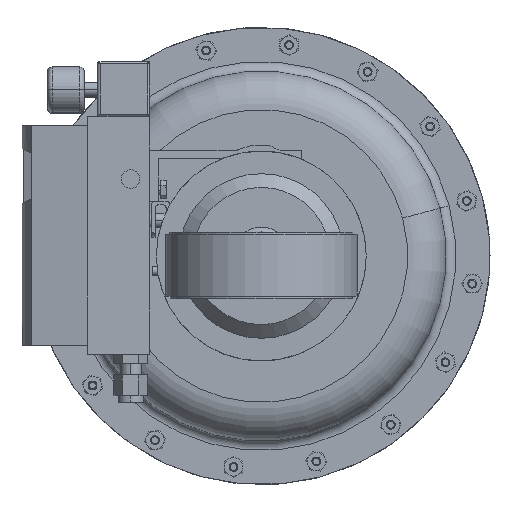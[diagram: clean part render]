
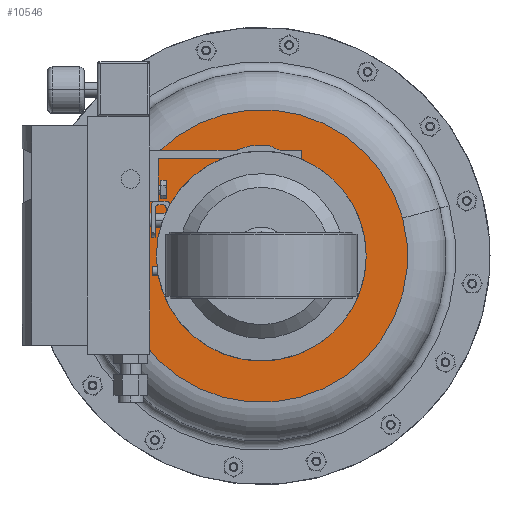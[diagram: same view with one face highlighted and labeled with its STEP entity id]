
A CAD part, front view. The second image highlights one B-rep face of the part: STEP entity #10546.
In plain terms, the highlighted planar face has unit normal (0, -1, 0).
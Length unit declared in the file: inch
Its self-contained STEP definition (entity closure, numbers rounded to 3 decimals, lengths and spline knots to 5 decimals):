
#8 = EDGE_CURVE ( 'NONE', #21779, #2145, #31441, .T. ) ;
#761 = DIRECTION ( 'NONE',  ( 0., 1., 0. ) ) ;
#2145 = VERTEX_POINT ( 'NONE', #13975 ) ;
#2774 = CARTESIAN_POINT ( 'NONE',  ( 3.8637, 13.1845, 0.38028 ) ) ;
#3496 = FACE_OUTER_BOUND ( 'NONE', #7656, .T. ) ;
#5660 = DIRECTION ( 'NONE',  ( 0., 1., 0. ) ) ;
#5713 = DIRECTION ( 'NONE',  ( -0.966, 0., -0.259 ) ) ;
#7656 = EDGE_LOOP ( 'NONE', ( #11764, #21296 ) ) ;
#7981 = DIRECTION ( 'NONE',  ( 0., 1., 0. ) ) ;
#8542 = AXIS2_PLACEMENT_3D ( 'NONE', #23912, #8696, #26434 ) ;
#8696 = DIRECTION ( 'NONE',  ( 0., 1., 0. ) ) ;
#9590 = AXIS2_PLACEMENT_3D ( 'NONE', #20835, #5660, #23419 ) ;
#10546 = ADVANCED_FACE ( 'NONE', ( #3496, #28902 ), #10722, .T. ) ;
#10703 = VERTEX_POINT ( 'NONE', #23917 ) ;
#10722 = PLANE ( 'NONE',  #26682 ) ;
#11482 = ORIENTED_EDGE ( 'NONE', *, *, #24085, .T. ) ;
#11764 = ORIENTED_EDGE ( 'NONE', *, *, #8, .F. ) ;
#12644 = CIRCLE ( 'NONE', #9590, 4. ) ;
#13975 = CARTESIAN_POINT ( 'NONE',  ( -3.8637, 13.1845, -1.69028 ) ) ;
#14252 = VERTEX_POINT ( 'NONE', #18873 ) ;
#15469 = ORIENTED_EDGE ( 'NONE', *, *, #18839, .T. ) ;
#15999 = CARTESIAN_POINT ( 'NONE',  ( 0., 13.1845, -0.655 ) ) ;
#17054 = CIRCLE ( 'NONE', #31181, 2.375 ) ;
#18524 = DIRECTION ( 'NONE',  ( -0.707, 0., -0.707 ) ) ;
#18839 = EDGE_CURVE ( 'NONE', #14252, #10703, #17054, .T. ) ;
#18873 = CARTESIAN_POINT ( 'NONE',  ( 1.67938, 13.1845, 1.02438 ) ) ;
#20835 = CARTESIAN_POINT ( 'NONE',  ( 0., 13.1845, -0.655 ) ) ;
#20894 = DIRECTION ( 'NONE',  ( 0., -1., 0. ) ) ;
#21296 = ORIENTED_EDGE ( 'NONE', *, *, #27710, .F. ) ;
#21779 = VERTEX_POINT ( 'NONE', #2774 ) ;
#21807 = EDGE_LOOP ( 'NONE', ( #15469, #11482 ) ) ;
#23198 = CARTESIAN_POINT ( 'NONE',  ( 0., 13.1845, -0.655 ) ) ;
#23419 = DIRECTION ( 'NONE',  ( 0.966, 0., 0.259 ) ) ;
#23912 = CARTESIAN_POINT ( 'NONE',  ( 0., 13.1845, -0.655 ) ) ;
#23917 = CARTESIAN_POINT ( 'NONE',  ( -1.67938, 13.1845, -2.33438 ) ) ;
#24085 = EDGE_CURVE ( 'NONE', #10703, #14252, #29851, .T. ) ;
#25752 = DIRECTION ( 'NONE',  ( 0.966, 0., 0.259 ) ) ;
#26434 = DIRECTION ( 'NONE',  ( -0.707, 0., -0.707 ) ) ;
#26682 = AXIS2_PLACEMENT_3D ( 'NONE', #28450, #20894, #5713 ) ;
#27710 = EDGE_CURVE ( 'NONE', #2145, #21779, #12644, .T. ) ;
#28450 = CARTESIAN_POINT ( 'NONE',  ( 1.03528, 13.1845, -4.5187 ) ) ;
#28902 = FACE_BOUND ( 'NONE', #21807, .T. ) ;
#29851 = CIRCLE ( 'NONE', #8542, 2.375 ) ;
#31181 = AXIS2_PLACEMENT_3D ( 'NONE', #15999, #761, #18524 ) ;
#31441 = CIRCLE ( 'NONE', #31801, 4. ) ;
#31801 = AXIS2_PLACEMENT_3D ( 'NONE', #23198, #7981, #25752 ) ;
